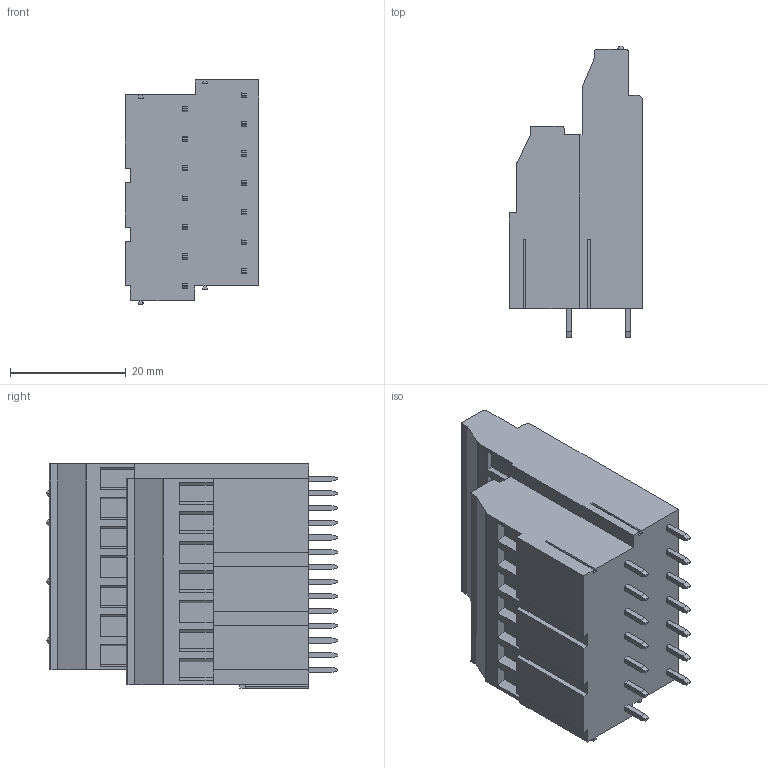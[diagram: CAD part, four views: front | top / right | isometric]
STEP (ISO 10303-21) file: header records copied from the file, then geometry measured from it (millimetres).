
FILE_DESCRIPTION((''),'2;1');
FILE_NAME('TL324VH2','2024-12-26T',('yanfa'),(''),'PRO/ENGINEER BY PARAMETRIC TECHNOLOGY CORPORATION, 2009280','PRO/ENGINEER BY PARAMETRIC TECHNOLOGY CORPORATION, 2009280','');
FILE_SCHEMA(('AUTOMOTIVE_DESIGN_CC2 { 1 2 10303 214 -1 1 5 2 }'));
Length unit declared in the file: millimetre
Products named in the file (1): TL324VH2
Bounding box: 23.1 x 50.3 x 38.7 mm (x, y, z)
Volume: 27585.6 mm3; surface area: 8154.5 mm2
Topology: 1 solids, 1 shells, 443 faces, 1235 edges, 818 vertices
Faces by surface type: plane 336, cylinder 71, torus 28, sphere 8
Entity records: 14299 total; most frequent: CARTESIAN_POINT 2796, ORIENTED_EDGE 2454, DIRECTION 2299, EDGE_CURVE 1227, VECTOR 929, LINE 929, VERTEX_POINT 818, AXIS2_PLACEMENT_3D 685
